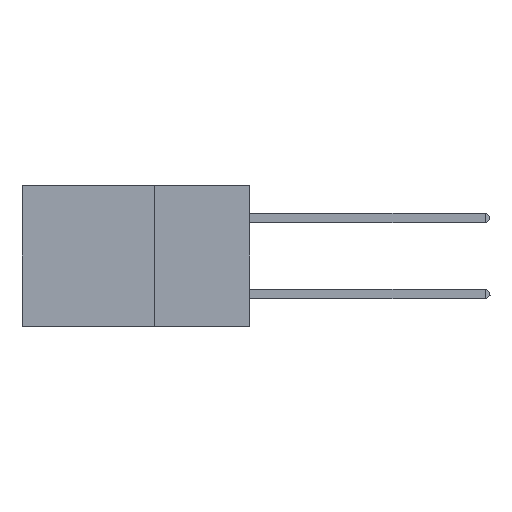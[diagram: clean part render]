
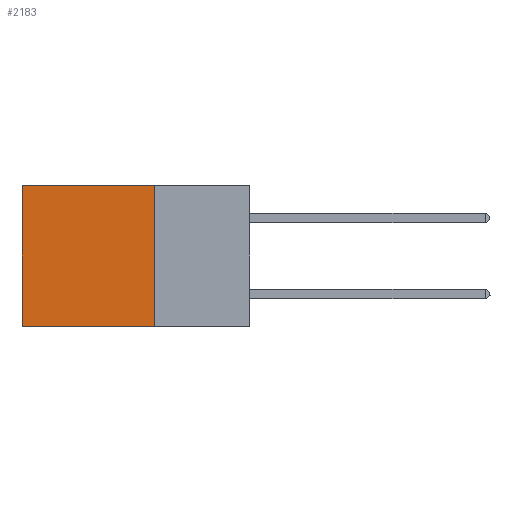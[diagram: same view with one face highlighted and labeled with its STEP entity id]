
A CAD part, left-side view. The second image highlights one B-rep face of the part: STEP entity #2183.
In plain terms, the highlighted planar face has unit normal (-1, 0, 0).
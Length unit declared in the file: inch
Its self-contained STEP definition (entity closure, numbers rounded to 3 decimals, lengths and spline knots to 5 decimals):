
#83 = DIRECTION ( 'NONE',  ( 0., 0., -1. ) ) ;
#1724 = CARTESIAN_POINT ( 'NONE',  ( 0.2875, 0.25, 0. ) ) ;
#2001 = VERTEX_POINT ( 'NONE', #13171 ) ;
#2183 = ADVANCED_FACE ( 'NONE', ( #20404 ), #22588, .F. ) ;
#2200 = VERTEX_POINT ( 'NONE', #15712 ) ;
#2355 = EDGE_CURVE ( 'NONE', #2367, #2001, #13853, .T. ) ;
#2367 = VERTEX_POINT ( 'NONE', #20413 ) ;
#2379 = CARTESIAN_POINT ( 'NONE',  ( 0.2875, 0.6, 0. ) ) ;
#2493 = ORIENTED_EDGE ( 'NONE', *, *, #2355, .T. ) ;
#2907 = DIRECTION ( 'NONE',  ( 0., 1., 0. ) ) ;
#3213 = AXIS2_PLACEMENT_3D ( 'NONE', #1724, #19220, #83 ) ;
#4453 = VECTOR ( 'NONE', #8584, 39.37008 ) ;
#4649 = CARTESIAN_POINT ( 'NONE',  ( 0.2875, 0.25, 0. ) ) ;
#5807 = VECTOR ( 'NONE', #2907, 39.37008 ) ;
#5827 = VECTOR ( 'NONE', #9944, 39.37008 ) ;
#6655 = LINE ( 'NONE', #21016, #4453 ) ;
#7847 = VERTEX_POINT ( 'NONE', #15474 ) ;
#8584 = DIRECTION ( 'NONE',  ( 0., 0., -1. ) ) ;
#9056 = EDGE_CURVE ( 'NONE', #2200, #2367, #16164, .T. ) ;
#9366 = EDGE_CURVE ( 'NONE', #7847, #2001, #10474, .T. ) ;
#9438 = EDGE_LOOP ( 'NONE', ( #2493, #21487, #16952, #11242 ) ) ;
#9944 = DIRECTION ( 'NONE',  ( 0., 1., 0. ) ) ;
#10474 = LINE ( 'NONE', #13373, #5807 ) ;
#11242 = ORIENTED_EDGE ( 'NONE', *, *, #9056, .T. ) ;
#13171 = CARTESIAN_POINT ( 'NONE',  ( 0.2875, 0.6, -0.37 ) ) ;
#13373 = CARTESIAN_POINT ( 'NONE',  ( 0.2875, 0.25, -0.37 ) ) ;
#13853 = LINE ( 'NONE', #2379, #17090 ) ;
#15474 = CARTESIAN_POINT ( 'NONE',  ( 0.2875, 0.25, -0.37 ) ) ;
#15712 = CARTESIAN_POINT ( 'NONE',  ( 0.2875, 0.25, 0. ) ) ;
#16164 = LINE ( 'NONE', #4649, #5827 ) ;
#16952 = ORIENTED_EDGE ( 'NONE', *, *, #18257, .F. ) ;
#17090 = VECTOR ( 'NONE', #17964, 39.37008 ) ;
#17964 = DIRECTION ( 'NONE',  ( 0., 0., -1. ) ) ;
#18257 = EDGE_CURVE ( 'NONE', #2200, #7847, #6655, .T. ) ;
#19220 = DIRECTION ( 'NONE',  ( 1., 0., 0. ) ) ;
#20404 = FACE_OUTER_BOUND ( 'NONE', #9438, .T. ) ;
#20413 = CARTESIAN_POINT ( 'NONE',  ( 0.2875, 0.6, 0. ) ) ;
#21016 = CARTESIAN_POINT ( 'NONE',  ( 0.2875, 0.25, 0. ) ) ;
#21487 = ORIENTED_EDGE ( 'NONE', *, *, #9366, .F. ) ;
#22588 = PLANE ( 'NONE',  #3213 ) ;
